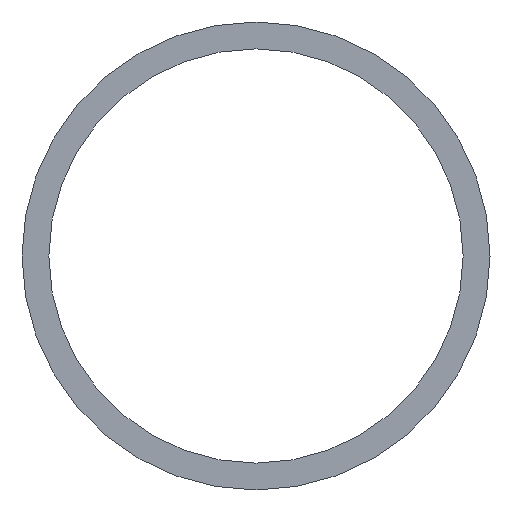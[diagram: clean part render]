
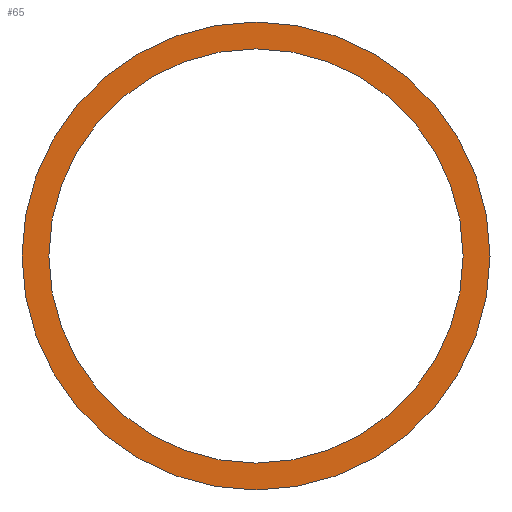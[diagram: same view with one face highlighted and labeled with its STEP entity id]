
A CAD part, left-side view. The second image highlights one B-rep face of the part: STEP entity #65.
In plain terms, the highlighted planar face has unit normal (-1, 0, 0).
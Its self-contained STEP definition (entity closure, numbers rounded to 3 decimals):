
#51 = EDGE_CURVE( '', #79, #61, #121, .T. );
#55 = EDGE_CURVE( '', #99, #71, #125, .T. );
#61 = VERTEX_POINT( '', #132 );
#65 = ADVANCED_FACE( '', ( #136, #137 ), #138, .F. );
#71 = VERTEX_POINT( '', #145 );
#79 = VERTEX_POINT( '', #153 );
#89 = EDGE_CURVE( '', #61, #79, #165, .T. );
#97 = EDGE_CURVE( '', #71, #99, #173, .T. );
#99 = VERTEX_POINT( '', #175 );
#121 = CIRCLE( '', #190, 20. );
#125 = CIRCLE( '', #196, 17.7 );
#132 = CARTESIAN_POINT( '', ( 0., 0., 20. ) );
#136 = FACE_OUTER_BOUND( '', #207, .T. );
#137 = FACE_BOUND( '', #208, .T. );
#138 = PLANE( '', #209 );
#145 = CARTESIAN_POINT( '', ( 0., 0., 17.7 ) );
#153 = CARTESIAN_POINT( '', ( 0., 0., -20. ) );
#165 = CIRCLE( '', #242, 20. );
#173 = CIRCLE( '', #255, 17.7 );
#175 = CARTESIAN_POINT( '', ( 0., 0., -17.7 ) );
#190 = AXIS2_PLACEMENT_3D( '', #266, #267, #268 );
#196 = AXIS2_PLACEMENT_3D( '', #272, #273, #274 );
#207 = EDGE_LOOP( '', ( #284, #285 ) );
#208 = EDGE_LOOP( '', ( #286, #287 ) );
#209 = AXIS2_PLACEMENT_3D( '', #288, #289, #290 );
#242 = AXIS2_PLACEMENT_3D( '', #324, #325, #326 );
#255 = AXIS2_PLACEMENT_3D( '', #329, #330, #331 );
#266 = CARTESIAN_POINT( '', ( 0., 0., 0. ) );
#267 = DIRECTION( '', ( 1., 0., 0. ) );
#268 = DIRECTION( '', ( 0., 0., -1. ) );
#272 = CARTESIAN_POINT( '', ( 0., 0., 0. ) );
#273 = DIRECTION( '', ( 1., 0., 0. ) );
#274 = DIRECTION( '', ( 0., 0., -1. ) );
#284 = ORIENTED_EDGE( '', *, *, #51, .F. );
#285 = ORIENTED_EDGE( '', *, *, #89, .F. );
#286 = ORIENTED_EDGE( '', *, *, #55, .T. );
#287 = ORIENTED_EDGE( '', *, *, #97, .T. );
#288 = CARTESIAN_POINT( '', ( 0., 0., 0. ) );
#289 = DIRECTION( '', ( 1., 0., 0. ) );
#290 = DIRECTION( '', ( 0., 0., -1. ) );
#324 = CARTESIAN_POINT( '', ( 0., 0., 0. ) );
#325 = DIRECTION( '', ( 1., 0., 0. ) );
#326 = DIRECTION( '', ( 0., 0., -1. ) );
#329 = CARTESIAN_POINT( '', ( 0., 0., 0. ) );
#330 = DIRECTION( '', ( 1., 0., 0. ) );
#331 = DIRECTION( '', ( 0., 0., -1. ) );
